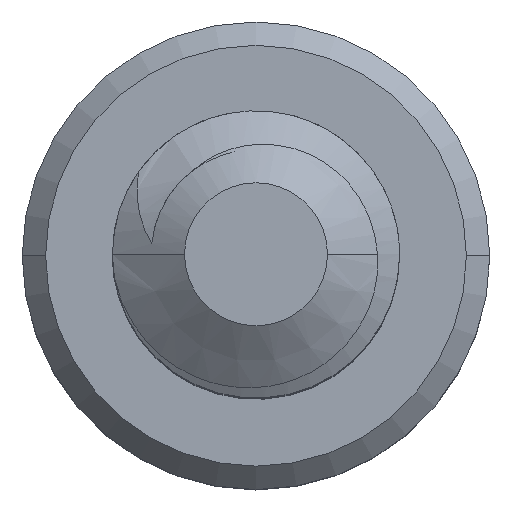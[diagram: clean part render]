
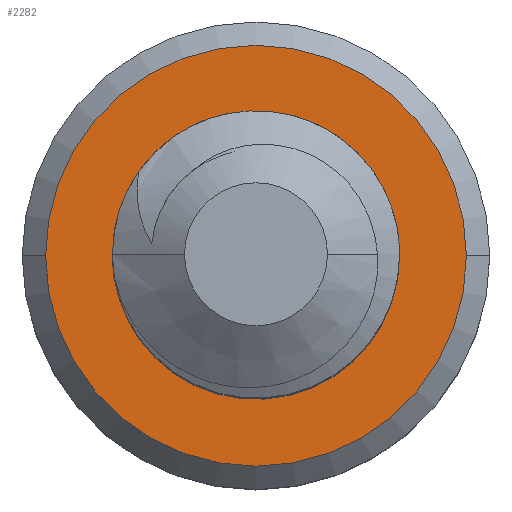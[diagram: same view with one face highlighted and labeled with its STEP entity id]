
A CAD part, top view. The second image highlights one B-rep face of the part: STEP entity #2282.
In plain terms, the highlighted planar face has unit normal (0, 0, 1).
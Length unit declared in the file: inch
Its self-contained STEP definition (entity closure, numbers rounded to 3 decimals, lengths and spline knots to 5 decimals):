
#3 = CARTESIAN_POINT ( 'NONE',  ( 0., 0., -0.25 ) ) ;
#33 = ORIENTED_EDGE ( 'NONE', *, *, #3271, .T. ) ;
#36 = EDGE_LOOP ( 'NONE', ( #577, #33 ) ) ;
#37 = CARTESIAN_POINT ( 'NONE',  ( 0.02505, -0.02024, -0.25 ) ) ;
#53 = CARTESIAN_POINT ( 'NONE',  ( 0.00371, 0.04261, -0.25 ) ) ;
#60 = CARTESIAN_POINT ( 'NONE',  ( 0.022, -0.02241, -0.25 ) ) ;
#165 = VERTEX_POINT ( 'NONE', #268 ) ;
#173 = EDGE_CURVE ( 'NONE', #2836, #3681, #1095, .T. ) ;
#216 = CARTESIAN_POINT ( 'NONE',  ( 0., 0., -0.25 ) ) ;
#268 = CARTESIAN_POINT ( 'NONE',  ( -0.063, 0., -0.25 ) ) ;
#385 = DIRECTION ( 'NONE',  ( 1., 0., 0. ) ) ;
#416 = CARTESIAN_POINT ( 'NONE',  ( -0.03247, 0.02778, -0.25 ) ) ;
#428 = CARTESIAN_POINT ( 'NONE',  ( -0.03905, -0.00427, -0.25 ) ) ;
#478 = CARTESIAN_POINT ( 'NONE',  ( -0.03013, 0.03068, -0.25 ) ) ;
#520 = CIRCLE ( 'NONE', #761, 0.063 ) ;
#577 = ORIENTED_EDGE ( 'NONE', *, *, #2546, .T. ) ;
#690 = CARTESIAN_POINT ( 'NONE',  ( 0.03084, 0.02423, -0.25 ) ) ;
#728 = CARTESIAN_POINT ( 'NONE',  ( -0.04012, 0.00334, -0.25 ) ) ;
#753 = ORIENTED_EDGE ( 'NONE', *, *, #3972, .F. ) ;
#761 = AXIS2_PLACEMENT_3D ( 'NONE', #216, #1519, #1495 ) ;
#792 = ORIENTED_EDGE ( 'NONE', *, *, #173, .T. ) ;
#881 = VERTEX_POINT ( 'NONE', #1070 ) ;
#952 = CARTESIAN_POINT ( 'NONE',  ( 0.03635, 0.00276, -0.25 ) ) ;
#982 = CARTESIAN_POINT ( 'NONE',  ( 0.00728, 0.04173, -0.25 ) ) ;
#1070 = CARTESIAN_POINT ( 'NONE',  ( 0.063, 0., -0.25 ) ) ;
#1095 = CIRCLE ( 'NONE', #2558, 0.0314 ) ;
#1155 = CARTESIAN_POINT ( 'NONE',  ( -0.03013, 0.03068, -0.25 ) ) ;
#1232 = B_SPLINE_CURVE_WITH_KNOTS ( 'NONE', 3,
 ( #2053, #2967, #3906, #2322, #1418, #428, #728, #2979, #2041, #3897, #416, #478 ),
 .UNSPECIFIED., .F., .F.,
 ( 4, 2, 2, 2, 2, 4 ),
 ( 0., 0.00056, 0.00112, 0.00168, 0.00196, 0.00224 ),
 .UNSPECIFIED. ) ;
#1316 = CARTESIAN_POINT ( 'NONE',  ( 0., 0.043, -0.25 ) ) ;
#1365 = CIRCLE ( 'NONE', #3514, 0.063 ) ;
#1395 = AXIS2_PLACEMENT_3D ( 'NONE', #2274, #1924, #385 ) ;
#1418 = CARTESIAN_POINT ( 'NONE',  ( -0.03288, -0.0178, -0.25 ) ) ;
#1495 = DIRECTION ( 'NONE',  ( -1., 0., 0. ) ) ;
#1519 = DIRECTION ( 'NONE',  ( 0., 0., 1. ) ) ;
#1541 = B_SPLINE_CURVE_WITH_KNOTS ( 'NONE', 3,
 ( #1316, #53, #982, #1641, #2263, #3169, #690, #1605, #952, #3142, #1956, #1927, #37, #1583 ),
 .UNSPECIFIED., .F., .F.,
 ( 4, 2, 2, 2, 2, 2, 4 ),
 ( 0., 0.00028, 0.00056, 0.00112, 0.00168, 0.00196, 0.00224 ),
 .UNSPECIFIED. ) ;
#1583 = CARTESIAN_POINT ( 'NONE',  ( 0.022, -0.02241, -0.25 ) ) ;
#1605 = CARTESIAN_POINT ( 'NONE',  ( 0.03599, 0.01043, -0.25 ) ) ;
#1641 = CARTESIAN_POINT ( 'NONE',  ( 0.01416, 0.039, -0.25 ) ) ;
#1791 = CARTESIAN_POINT ( 'NONE',  ( 0., -0.0314, -0.25 ) ) ;
#1891 = CARTESIAN_POINT ( 'NONE',  ( 0., 0., -0.25 ) ) ;
#1924 = DIRECTION ( 'NONE',  ( 0., 0., 1. ) ) ;
#1927 = CARTESIAN_POINT ( 'NONE',  ( 0.02759, -0.01755, -0.25 ) ) ;
#1944 = DIRECTION ( 'NONE',  ( 1., 0., 0. ) ) ;
#1956 = CARTESIAN_POINT ( 'NONE',  ( 0.03176, -0.01137, -0.25 ) ) ;
#1962 = AXIS2_PLACEMENT_3D ( 'NONE', #2949, #2305, #2020 ) ;
#2020 = DIRECTION ( 'NONE',  ( -1., 0., 0. ) ) ;
#2041 = CARTESIAN_POINT ( 'NONE',  ( -0.03747, 0.01789, -0.25 ) ) ;
#2053 = CARTESIAN_POINT ( 'NONE',  ( 0., -0.0314, -0.25 ) ) ;
#2066 = PLANE ( 'NONE',  #1962 ) ;
#2263 = CARTESIAN_POINT ( 'NONE',  ( 0.01742, 0.03715, -0.25 ) ) ;
#2274 = CARTESIAN_POINT ( 'NONE',  ( 0., 0., -0.25 ) ) ;
#2282 = ADVANCED_FACE ( 'NONE', ( #4053, #3964 ), #2066, .F. ) ;
#2297 = EDGE_CURVE ( 'NONE', #3681, #2966, #1232, .T. ) ;
#2305 = DIRECTION ( 'NONE',  ( 0., 0., -1. ) ) ;
#2322 = CARTESIAN_POINT ( 'NONE',  ( -0.02788, -0.02362, -0.25 ) ) ;
#2492 = DIRECTION ( 'NONE',  ( -1., 0., 0. ) ) ;
#2546 = EDGE_CURVE ( 'NONE', #165, #881, #520, .T. ) ;
#2558 = AXIS2_PLACEMENT_3D ( 'NONE', #3, #3841, #1944 ) ;
#2836 = VERTEX_POINT ( 'NONE', #60 ) ;
#2892 = EDGE_CURVE ( 'NONE', #3763, #2836, #1541, .T. ) ;
#2949 = CARTESIAN_POINT ( 'NONE',  ( 0., 0., -0.25 ) ) ;
#2966 = VERTEX_POINT ( 'NONE', #1155 ) ;
#2967 = CARTESIAN_POINT ( 'NONE',  ( -0.0074, -0.03245, -0.25 ) ) ;
#2979 = CARTESIAN_POINT ( 'NONE',  ( -0.03854, 0.01427, -0.25 ) ) ;
#3086 = EDGE_LOOP ( 'NONE', ( #753, #3347, #792, #3582 ) ) ;
#3142 = CARTESIAN_POINT ( 'NONE',  ( 0.03331, -0.00803, -0.25 ) ) ;
#3169 = CARTESIAN_POINT ( 'NONE',  ( 0.02618, 0.03043, -0.25 ) ) ;
#3271 = EDGE_CURVE ( 'NONE', #881, #165, #1365, .T. ) ;
#3324 = CIRCLE ( 'NONE', #1395, 0.043 ) ;
#3347 = ORIENTED_EDGE ( 'NONE', *, *, #2892, .T. ) ;
#3382 = CARTESIAN_POINT ( 'NONE',  ( 0., 0.043, -0.25 ) ) ;
#3514 = AXIS2_PLACEMENT_3D ( 'NONE', #1891, #4090, #2492 ) ;
#3582 = ORIENTED_EDGE ( 'NONE', *, *, #2297, .T. ) ;
#3681 = VERTEX_POINT ( 'NONE', #1791 ) ;
#3763 = VERTEX_POINT ( 'NONE', #3382 ) ;
#3841 = DIRECTION ( 'NONE',  ( 0., 0., -1. ) ) ;
#3897 = CARTESIAN_POINT ( 'NONE',  ( -0.03443, 0.02459, -0.25 ) ) ;
#3906 = CARTESIAN_POINT ( 'NONE',  ( -0.01493, -0.03101, -0.25 ) ) ;
#3964 = FACE_BOUND ( 'NONE', #3086, .T. ) ;
#3972 = EDGE_CURVE ( 'NONE', #3763, #2966, #3324, .T. ) ;
#4053 = FACE_OUTER_BOUND ( 'NONE', #36, .T. ) ;
#4090 = DIRECTION ( 'NONE',  ( 0., 0., 1. ) ) ;
